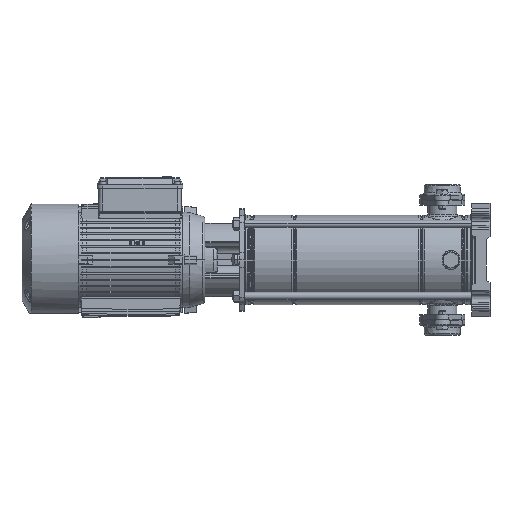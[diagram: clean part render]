
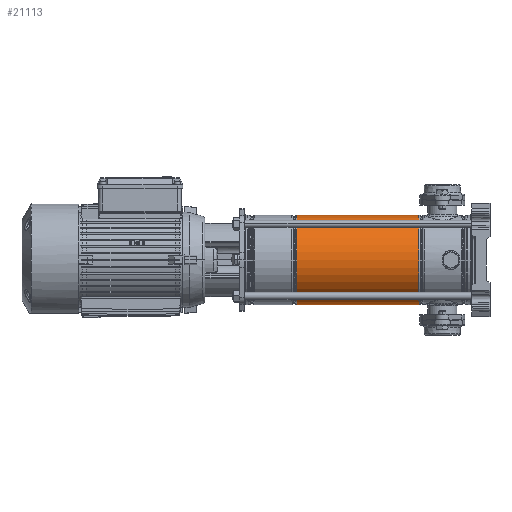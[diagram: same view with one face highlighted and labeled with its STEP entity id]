
A CAD part, left-side view. The second image highlights one B-rep face of the part: STEP entity #21113.
In plain terms, the highlighted cylindrical face has radius 74.9 mm (diameter 149.8 mm), a partial arc.
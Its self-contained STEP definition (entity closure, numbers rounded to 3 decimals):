
#564 = ORIENTED_EDGE ( 'NONE', *, *, #47345, .T. ) ;
#2502 = EDGE_CURVE ( 'NONE', #8890, #26034, #7511, .T. ) ;
#3784 = CARTESIAN_POINT ( 'NONE',  ( 74.9, 0., 86.779 ) ) ;
#4881 = ORIENTED_EDGE ( 'NONE', *, *, #30086, .F. ) ;
#5705 = CARTESIAN_POINT ( 'NONE',  ( 0., 0., 291.721 ) ) ;
#6385 = LINE ( 'NONE', #51234, #58628 ) ;
#7511 = CIRCLE ( 'NONE', #48260, 74.9 ) ;
#8890 = VERTEX_POINT ( 'NONE', #3784 ) ;
#10327 = DIRECTION ( 'NONE',  ( 1., 0., 0. ) ) ;
#13564 = DIRECTION ( 'NONE',  ( 0., 0., -1. ) ) ;
#17581 = FACE_OUTER_BOUND ( 'NONE', #43508, .T. ) ;
#17952 = CIRCLE ( 'NONE', #36550, 74.9 ) ;
#18440 = DIRECTION ( 'NONE',  ( 0., 0., -1. ) ) ;
#19037 = DIRECTION ( 'NONE',  ( -1., 0., 0. ) ) ;
#20908 = VERTEX_POINT ( 'NONE', #55854 ) ;
#21113 = ADVANCED_FACE ( 'NONE', ( #17581 ), #57669, .T. ) ;
#22871 = DIRECTION ( 'NONE',  ( 1., 0., 0. ) ) ;
#23428 = VERTEX_POINT ( 'NONE', #32658 ) ;
#26034 = VERTEX_POINT ( 'NONE', #68432 ) ;
#30086 = EDGE_CURVE ( 'NONE', #20908, #26034, #6385, .T. ) ;
#30633 = AXIS2_PLACEMENT_3D ( 'NONE', #51099, #13564, #19037 ) ;
#31531 = CARTESIAN_POINT ( 'NONE',  ( 0., 0., 86.779 ) ) ;
#32658 = CARTESIAN_POINT ( 'NONE',  ( 74.9, 0., 291.721 ) ) ;
#36550 = AXIS2_PLACEMENT_3D ( 'NONE', #5705, #44402, #22871 ) ;
#37560 = LINE ( 'NONE', #65614, #64139 ) ;
#43508 = EDGE_LOOP ( 'NONE', ( #49568, #564, #46761, #4881 ) ) ;
#44402 = DIRECTION ( 'NONE',  ( 0., 0., -1. ) ) ;
#46761 = ORIENTED_EDGE ( 'NONE', *, *, #2502, .T. ) ;
#47345 = EDGE_CURVE ( 'NONE', #23428, #8890, #37560, .T. ) ;
#48260 = AXIS2_PLACEMENT_3D ( 'NONE', #31531, #48264, #10327 ) ;
#48264 = DIRECTION ( 'NONE',  ( 0., 0., 1. ) ) ;
#49568 = ORIENTED_EDGE ( 'NONE', *, *, #53271, .T. ) ;
#51099 = CARTESIAN_POINT ( 'NONE',  ( 0., 0., 0. ) ) ;
#51234 = CARTESIAN_POINT ( 'NONE',  ( -74.9, 0., 0. ) ) ;
#53271 = EDGE_CURVE ( 'NONE', #20908, #23428, #17952, .T. ) ;
#55854 = CARTESIAN_POINT ( 'NONE',  ( -74.9, 0., 291.721 ) ) ;
#57669 = CYLINDRICAL_SURFACE ( 'NONE', #30633, 74.9 ) ;
#58628 = VECTOR ( 'NONE', #18440, 1000. ) ;
#60134 = DIRECTION ( 'NONE',  ( 0., 0., -1. ) ) ;
#64139 = VECTOR ( 'NONE', #60134, 1000. ) ;
#65614 = CARTESIAN_POINT ( 'NONE',  ( 74.9, 0., 0. ) ) ;
#68432 = CARTESIAN_POINT ( 'NONE',  ( -74.9, 0., 86.779 ) ) ;
